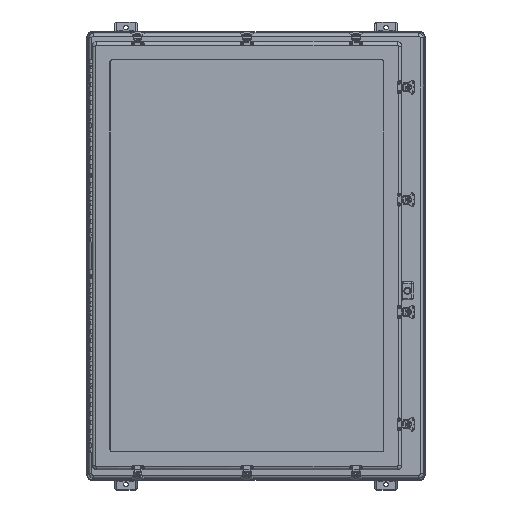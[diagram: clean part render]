
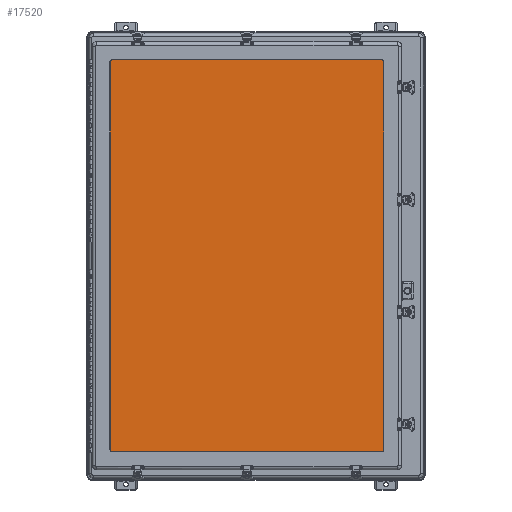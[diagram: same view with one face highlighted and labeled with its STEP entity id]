
A CAD part, top view. The second image highlights one B-rep face of the part: STEP entity #17520.
In plain terms, the highlighted planar face has unit normal (0, 0, 1).
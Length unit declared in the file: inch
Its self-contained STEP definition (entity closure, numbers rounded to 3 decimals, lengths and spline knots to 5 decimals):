
#1682=LINE($,#33843,#2923);
#1686=LINE($,#33852,#2927);
#1689=LINE($,#33860,#2930);
#1692=LINE($,#33868,#2933);
#2923=VECTOR($,#23619,42.5);
#2927=VECTOR($,#23629,29.5);
#2930=VECTOR($,#23638,42.5);
#2933=VECTOR($,#23647,29.5);
#3609=PLANE($,#19239);
#4903=FACE_OUTER_BOUND($,#6305,.T.);
#6305=EDGE_LOOP($,(#15060,#15061,#15062,#15063,#15064,#15065,#15066,#15067));
#7271=CIRCLE($,#19229,0.23);
#7272=CIRCLE($,#19232,0.23);
#7273=CIRCLE($,#19235,0.23);
#7274=CIRCLE($,#19238,0.23);
#8777=VERTEX_POINT($,#33841);
#8778=VERTEX_POINT($,#33842);
#8779=VERTEX_POINT($,#33847);
#8780=VERTEX_POINT($,#33851);
#8781=VERTEX_POINT($,#33855);
#8782=VERTEX_POINT($,#33859);
#8783=VERTEX_POINT($,#33863);
#8784=VERTEX_POINT($,#33867);
#10930=EDGE_CURVE($,#8777,#8778,#1682,.T.);
#10933=EDGE_CURVE($,#8778,#8779,#7271,.T.);
#10935=EDGE_CURVE($,#8779,#8780,#1686,.T.);
#10937=EDGE_CURVE($,#8780,#8781,#7272,.T.);
#10939=EDGE_CURVE($,#8781,#8782,#1689,.T.);
#10941=EDGE_CURVE($,#8782,#8783,#7273,.T.);
#10943=EDGE_CURVE($,#8783,#8784,#1692,.T.);
#10945=EDGE_CURVE($,#8784,#8777,#7274,.T.);
#15060=ORIENTED_EDGE($,*,*,#10930,.F.);
#15061=ORIENTED_EDGE($,*,*,#10945,.F.);
#15062=ORIENTED_EDGE($,*,*,#10943,.F.);
#15063=ORIENTED_EDGE($,*,*,#10941,.F.);
#15064=ORIENTED_EDGE($,*,*,#10939,.F.);
#15065=ORIENTED_EDGE($,*,*,#10937,.F.);
#15066=ORIENTED_EDGE($,*,*,#10935,.F.);
#15067=ORIENTED_EDGE($,*,*,#10933,.F.);
#17520=ADVANCED_FACE($,(#4903),#3609,.T.);
#19229=AXIS2_PLACEMENT_3D($,#33848,#23624,#23625);
#19232=AXIS2_PLACEMENT_3D($,#33856,#23633,#23634);
#19235=AXIS2_PLACEMENT_3D($,#33864,#23642,#23643);
#19238=AXIS2_PLACEMENT_3D($,#33871,#23651,#23652);
#19239=AXIS2_PLACEMENT_3D($,#33872,#23653,#23654);
#23619=DIRECTION($,(1.,0.,0.));
#23624=DIRECTION('center_axis',(0.,0.,-1.));
#23625=DIRECTION('ref_axis',(1.,0.,0.));
#23629=DIRECTION($,(0.,-1.,0.));
#23633=DIRECTION('center_axis',(0.,0.,-1.));
#23634=DIRECTION('ref_axis',(0.,-1.,0.));
#23638=DIRECTION($,(-1.,0.,0.));
#23642=DIRECTION('center_axis',(0.,0.,-1.));
#23643=DIRECTION('ref_axis',(-1.,0.,0.));
#23647=DIRECTION($,(0.,1.,0.));
#23651=DIRECTION('center_axis',(0.,0.,-1.));
#23652=DIRECTION('ref_axis',(0.,1.,0.));
#23653=DIRECTION('center_axis',(0.,0.,1.));
#23654=DIRECTION('ref_axis',(1.,0.,0.));
#33841=CARTESIAN_POINT('',(-21.25,14.98,0.094));
#33842=CARTESIAN_POINT('',(21.25,14.98,0.094));
#33843=CARTESIAN_POINT($,(-21.25,14.98,0.094));
#33847=CARTESIAN_POINT('',(21.48,14.75,0.094));
#33848=CARTESIAN_POINT('Origin',(21.25,14.75,0.094));
#33851=CARTESIAN_POINT('',(21.48,-14.75,0.094));
#33852=CARTESIAN_POINT($,(21.48,14.75,0.094));
#33855=CARTESIAN_POINT('',(21.25,-14.98,0.094));
#33856=CARTESIAN_POINT('Origin',(21.25,-14.75,0.094));
#33859=CARTESIAN_POINT('',(-21.25,-14.98,0.094));
#33860=CARTESIAN_POINT($,(21.25,-14.98,0.094));
#33863=CARTESIAN_POINT('',(-21.48,-14.75,0.094));
#33864=CARTESIAN_POINT('Origin',(-21.25,-14.75,0.094));
#33867=CARTESIAN_POINT('',(-21.48,14.75,0.094));
#33868=CARTESIAN_POINT($,(-21.48,-14.75,0.094));
#33871=CARTESIAN_POINT('Origin',(-21.25,14.75,0.094));
#33872=CARTESIAN_POINT('Origin',(0.,0.,0.094));
